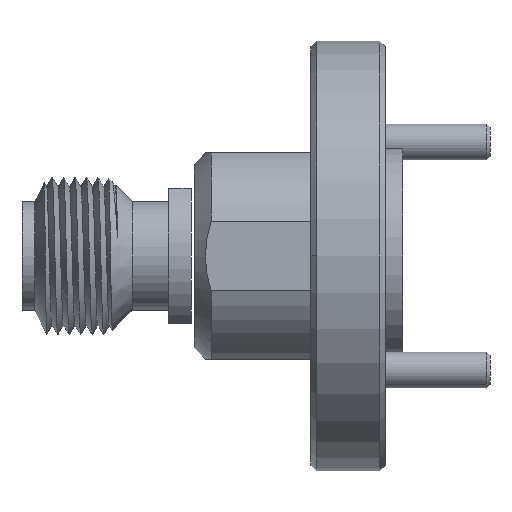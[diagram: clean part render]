
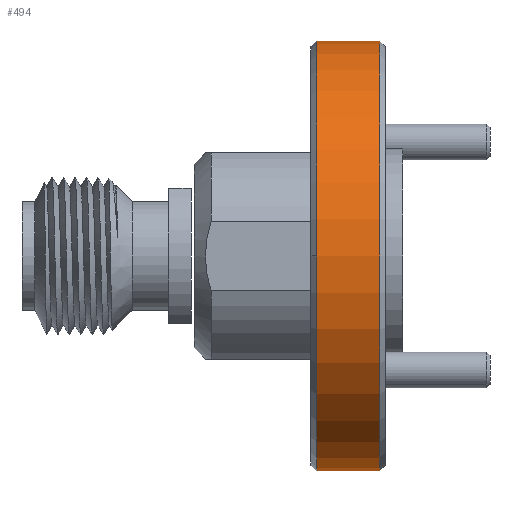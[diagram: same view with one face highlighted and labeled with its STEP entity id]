
A CAD part, front view. The second image highlights one B-rep face of the part: STEP entity #494.
In plain terms, the highlighted cylindrical face has radius 9.525 mm (diameter 19.05 mm), a partial arc.
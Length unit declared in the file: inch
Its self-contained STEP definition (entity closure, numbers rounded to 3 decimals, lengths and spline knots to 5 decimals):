
#93 = DIRECTION ( 'NONE',  ( -1., 0., 0. ) ) ;
#156 = EDGE_CURVE ( 'NONE', #2585, #1946, #3525, .T. ) ;
#494 = ADVANCED_FACE ( 'NONE', ( #2307 ), #2635, .T. ) ;
#527 = ORIENTED_EDGE ( 'NONE', *, *, #1012, .F. ) ;
#558 = VERTEX_POINT ( 'NONE', #1781 ) ;
#585 = EDGE_CURVE ( 'NONE', #2301, #2605, #2102, .T. ) ;
#742 = ORIENTED_EDGE ( 'NONE', *, *, #156, .T. ) ;
#850 = AXIS2_PLACEMENT_3D ( 'NONE', #2070, #2633, #1757 ) ;
#898 = CARTESIAN_POINT ( 'NONE',  ( 0.27359, 0.42419, 0.56204 ) ) ;
#909 = DIRECTION ( 'NONE',  ( 0., 0., -1. ) ) ;
#970 = VECTOR ( 'NONE', #93, 39.37008 ) ;
#1012 = EDGE_CURVE ( 'NONE', #2605, #1946, #3364, .T. ) ;
#1049 = CIRCLE ( 'NONE', #3688, 0.375 ) ;
#1192 = DIRECTION ( 'NONE',  ( 0., 0., 1. ) ) ;
#1310 = CARTESIAN_POINT ( 'NONE',  ( 0.27359, 0.42419, 0.18704 ) ) ;
#1502 = CARTESIAN_POINT ( 'NONE',  ( 0.27359, 0.42419, 0.93704 ) ) ;
#1757 = DIRECTION ( 'NONE',  ( 0., 0., 1. ) ) ;
#1781 = CARTESIAN_POINT ( 'NONE',  ( 0.38359, 0.42419, 0.18704 ) ) ;
#1946 = VERTEX_POINT ( 'NONE', #1502 ) ;
#2070 = CARTESIAN_POINT ( 'NONE',  ( -0.42939, 0.42419, 0.56204 ) ) ;
#2077 = EDGE_CURVE ( 'NONE', #558, #2301, #3302, .T. ) ;
#2080 = ORIENTED_EDGE ( 'NONE', *, *, #3400, .T. ) ;
#2102 = CIRCLE ( 'NONE', #3133, 0.375 ) ;
#2151 = VECTOR ( 'NONE', #2740, 39.37008 ) ;
#2257 = ORIENTED_EDGE ( 'NONE', *, *, #2077, .F. ) ;
#2301 = VERTEX_POINT ( 'NONE', #1310 ) ;
#2307 = FACE_OUTER_BOUND ( 'NONE', #3143, .T. ) ;
#2386 = DIRECTION ( 'NONE',  ( -1., 0., 0. ) ) ;
#2585 = VERTEX_POINT ( 'NONE', #2590 ) ;
#2590 = CARTESIAN_POINT ( 'NONE',  ( 0.38359, 0.42419, 0.93704 ) ) ;
#2605 = VERTEX_POINT ( 'NONE', #2881 ) ;
#2633 = DIRECTION ( 'NONE',  ( -1., 0., 0. ) ) ;
#2635 = CYLINDRICAL_SURFACE ( 'NONE', #850, 0.375 ) ;
#2705 = AXIS2_PLACEMENT_3D ( 'NONE', #3198, #2895, #3512 ) ;
#2740 = DIRECTION ( 'NONE',  ( -1., 0., 0. ) ) ;
#2795 = CARTESIAN_POINT ( 'NONE',  ( -0.42939, 0.42419, 0.18704 ) ) ;
#2881 = CARTESIAN_POINT ( 'NONE',  ( 0.27359, 0.04919, 0.56204 ) ) ;
#2895 = DIRECTION ( 'NONE',  ( -1., 0., 0. ) ) ;
#3133 = AXIS2_PLACEMENT_3D ( 'NONE', #898, #3625, #909 ) ;
#3143 = EDGE_LOOP ( 'NONE', ( #2257, #2080, #742, #527, #3373 ) ) ;
#3198 = CARTESIAN_POINT ( 'NONE',  ( 0.27359, 0.42419, 0.56204 ) ) ;
#3302 = LINE ( 'NONE', #2795, #970 ) ;
#3364 = CIRCLE ( 'NONE', #2705, 0.375 ) ;
#3373 = ORIENTED_EDGE ( 'NONE', *, *, #585, .F. ) ;
#3374 = CARTESIAN_POINT ( 'NONE',  ( -0.42939, 0.42419, 0.93704 ) ) ;
#3400 = EDGE_CURVE ( 'NONE', #558, #2585, #1049, .T. ) ;
#3512 = DIRECTION ( 'NONE',  ( 0., 0., -1. ) ) ;
#3525 = LINE ( 'NONE', #3374, #2151 ) ;
#3595 = CARTESIAN_POINT ( 'NONE',  ( 0.38359, 0.42419, 0.56204 ) ) ;
#3625 = DIRECTION ( 'NONE',  ( -1., 0., 0. ) ) ;
#3688 = AXIS2_PLACEMENT_3D ( 'NONE', #3595, #2386, #1192 ) ;
